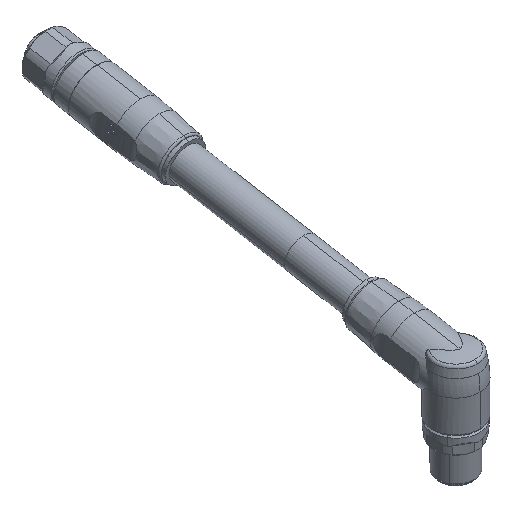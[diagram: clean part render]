
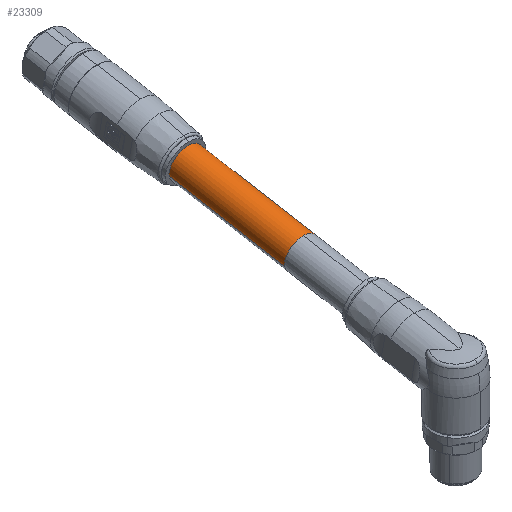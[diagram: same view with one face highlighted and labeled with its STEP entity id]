
A CAD part, isometric view. The second image highlights one B-rep face of the part: STEP entity #23309.
In plain terms, the highlighted cylindrical face has radius 5.3 mm (diameter 10.6 mm), a partial arc.
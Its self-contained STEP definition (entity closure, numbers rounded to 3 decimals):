
#23220=AXIS2_PLACEMENT_3D('Circle Axis2P3D',#23218,#23219,$) ;
#23243=AXIS2_PLACEMENT_3D('Circle Axis2P3D',#23241,#23242,$) ;
#23257=AXIS2_PLACEMENT_3D('Cylinder Axis2P3D',#23254,#23255,#23256) ;
#23275=AXIS2_PLACEMENT_3D('Circle Axis2P3D',#23273,#23274,$) ;
#23289=AXIS2_PLACEMENT_3D('Circle Axis2P3D',#23287,#23288,$) ;
#23296=AXIS2_PLACEMENT_3D('Circle Axis2P3D',#23294,#23295,$) ;
#23218=CARTESIAN_POINT('Axis2P3D Location',(7.9,96.319,43.741)) ;
#23222=CARTESIAN_POINT('Vertex',(12.941,96.034,45.353)) ;
#23224=CARTESIAN_POINT('Vertex',(7.9,95.398,48.96)) ;
#23238=CARTESIAN_POINT('Vertex',(2.859,96.603,42.128)) ;
#23241=CARTESIAN_POINT('Axis2P3D Location',(7.9,96.319,43.741)) ;
#23254=CARTESIAN_POINT('Axis2P3D Location',(7.9,58.6,37.09)) ;
#23259=CARTESIAN_POINT('Line Origine',(12.941,58.316,38.703)) ;
#23263=CARTESIAN_POINT('Vertex',(12.941,58.316,38.703)) ;
#23266=CARTESIAN_POINT('Line Origine',(2.859,58.885,35.477)) ;
#23270=CARTESIAN_POINT('Vertex',(2.859,58.902,35.48)) ;
#23273=CARTESIAN_POINT('Axis2P3D Location',(7.9,58.618,37.093)) ;
#23277=CARTESIAN_POINT('Vertex',(7.9,59.538,31.873)) ;
#23280=CARTESIAN_POINT('Line Origine',(7.9,59.521,31.87)) ;
#23284=CARTESIAN_POINT('Vertex',(7.9,59.521,31.87)) ;
#23287=CARTESIAN_POINT('Axis2P3D Location',(7.9,58.6,37.09)) ;
#23291=CARTESIAN_POINT('Vertex',(7.9,57.68,42.309)) ;
#23294=CARTESIAN_POINT('Axis2P3D Location',(7.9,58.6,37.09)) ;
#23219=DIRECTION('Axis2P3D Direction',(0.,-0.985,-0.174)) ;
#23242=DIRECTION('Axis2P3D Direction',(0.,-0.985,-0.174)) ;
#23255=DIRECTION('Axis2P3D Direction',(0.,0.985,0.174)) ;
#23256=DIRECTION('Axis2P3D XDirection',(0.951,-0.054,0.304)) ;
#23260=DIRECTION('Vector Direction',(0.,0.985,0.174)) ;
#23267=DIRECTION('Vector Direction',(0.,0.985,0.174)) ;
#23274=DIRECTION('Axis2P3D Direction',(0.,0.985,0.174)) ;
#23281=DIRECTION('Vector Direction',(0.,0.985,0.174)) ;
#23288=DIRECTION('Axis2P3D Direction',(0.,0.985,0.174)) ;
#23295=DIRECTION('Axis2P3D Direction',(0.,0.985,0.174)) ;
#23261=VECTOR('Line Direction',#23260,1.) ;
#23268=VECTOR('Line Direction',#23267,1.) ;
#23282=VECTOR('Line Direction',#23281,1.) ;
#23300=ORIENTED_EDGE('',*,*,#23265,.F.) ;
#23301=ORIENTED_EDGE('',*,*,#23226,.T.) ;
#23302=ORIENTED_EDGE('',*,*,#23245,.T.) ;
#23303=ORIENTED_EDGE('',*,*,#23272,.F.) ;
#23304=ORIENTED_EDGE('',*,*,#23279,.T.) ;
#23305=ORIENTED_EDGE('',*,*,#23286,.F.) ;
#23306=ORIENTED_EDGE('',*,*,#23293,.F.) ;
#23307=ORIENTED_EDGE('',*,*,#23298,.T.) ;
#23309=ADVANCED_FACE('Hauptk\X2\00F6\X0\rper',(#23308),#23258,.T.) ;
#23221=CIRCLE('generated circle',#23220,5.3) ;
#23244=CIRCLE('generated circle',#23243,5.3) ;
#23276=CIRCLE('generated circle',#23275,5.3) ;
#23290=CIRCLE('generated circle',#23289,5.3) ;
#23297=CIRCLE('generated circle',#23296,5.3) ;
#23258=CYLINDRICAL_SURFACE('generated cylinder',#23257,5.3) ;
#23226=EDGE_CURVE('',#23223,#23225,#23221,.T.) ;
#23245=EDGE_CURVE('',#23225,#23239,#23244,.T.) ;
#23265=EDGE_CURVE('',#23223,#23264,#23262,.F.) ;
#23272=EDGE_CURVE('',#23271,#23239,#23269,.T.) ;
#23279=EDGE_CURVE('',#23271,#23278,#23276,.F.) ;
#23286=EDGE_CURVE('',#23285,#23278,#23283,.T.) ;
#23293=EDGE_CURVE('',#23292,#23285,#23290,.F.) ;
#23298=EDGE_CURVE('',#23292,#23264,#23297,.T.) ;
#23299=EDGE_LOOP('',(#23300,#23301,#23302,#23303,#23304,#23305,#23306,#23307)) ;
#23308=FACE_OUTER_BOUND('',#23299,.T.) ;
#23262=LINE('Line',#23259,#23261) ;
#23269=LINE('Line',#23266,#23268) ;
#23283=LINE('Line',#23280,#23282) ;
#23223=VERTEX_POINT('',#23222) ;
#23225=VERTEX_POINT('',#23224) ;
#23239=VERTEX_POINT('',#23238) ;
#23264=VERTEX_POINT('',#23263) ;
#23271=VERTEX_POINT('',#23270) ;
#23278=VERTEX_POINT('',#23277) ;
#23285=VERTEX_POINT('',#23284) ;
#23292=VERTEX_POINT('',#23291) ;
